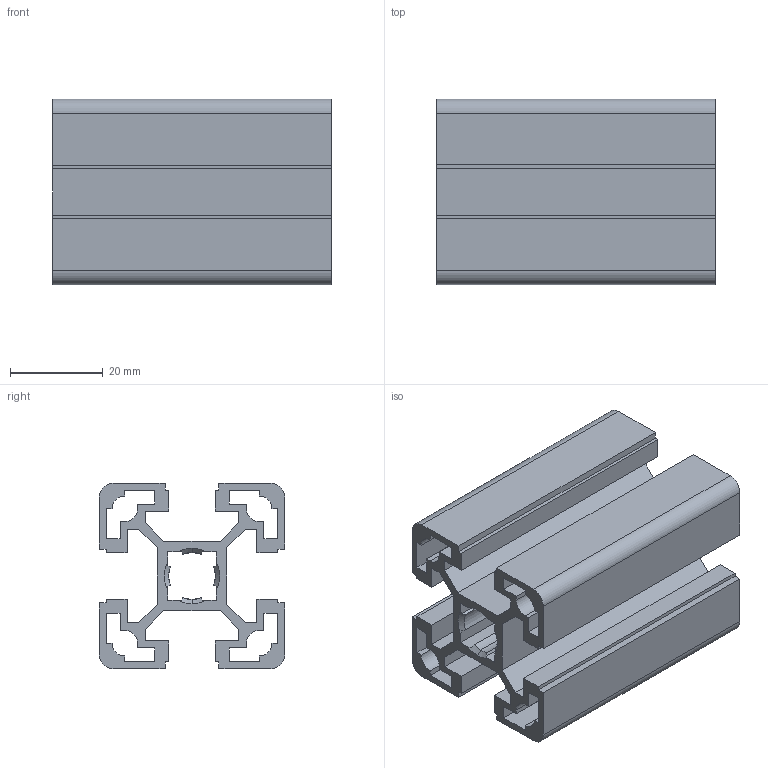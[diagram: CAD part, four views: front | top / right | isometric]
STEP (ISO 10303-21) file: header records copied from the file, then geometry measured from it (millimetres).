
FILE_DESCRIPTION(('STEP AP203'),'1');
FILE_NAME('cctmp_314F0327-2FE9-455C-A9A2-608D56025BAB_2025_05_27_04_45_17_0077_33328..stp','2025-05-27T10:45:17',('KiM GmbH'),('CADClick - www.CADClick.com'),'Spatial InterOp 3D',' ','unknown authorization');
FILE_SCHEMA(('CONFIG_CONTROL_DESIGN'));
Length unit declared in the file: millimetre
Products named in the file (1): 1
Bounding box: 60 x 40 x 40 mm (x, y, z)
Volume: 33258.4 mm3; surface area: 32338.5 mm2
Topology: 1 solids, 1 shells, 150 faces, 442 edges, 294 vertices
Faces by surface type: plane 122, cylinder 22, cone 6
Entity records: 4996 total; most frequent: CARTESIAN_POINT 903, ORIENTED_EDGE 884, DIRECTION 786, EDGE_CURVE 442, LINE 384, VECTOR 384, VERTEX_POINT 294, AXIS2_PLACEMENT_3D 201
